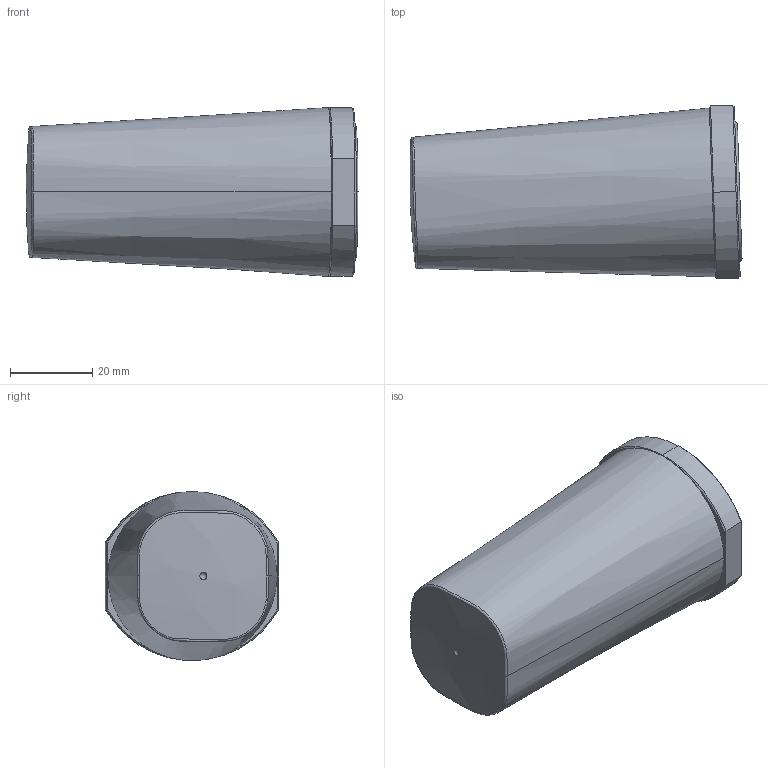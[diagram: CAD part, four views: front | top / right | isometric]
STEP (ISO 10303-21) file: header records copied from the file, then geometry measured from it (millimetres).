
FILE_DESCRIPTION (( 'STEP AP203' ), '1' );
FILE_NAME ('TLS.01.1F11.STEP', '2018-10-31T07:07:15', ( '' ), ( '' ), 'SwSTEP 2.0', 'SolidWorks 2017', '' );
FILE_SCHEMA (( 'CONFIG_CONTROL_DESIGN' ));
Length unit declared in the file: millimetre
Products named in the file (4): O-Ring-2; O-Ring-4; Housing-1; TLS.01.1F11
Assembly tree (3 placements, depth 2):
  TLS.01.1F11
    Housing-1
    O-Ring-2
    O-Ring-4
Bounding box: 80.69 x 42.16 x 41.06 mm (x, y, z)
Volume: 87558.5 mm3; surface area: 14644.6 mm2
Topology: 3 solids, 3 shells, 131 faces, 395 edges, 281 vertices
Faces by surface type: cylinder 61, bspline 26, plane 26, cone 18
Entity records: 13701 total; most frequent: CARTESIAN_POINT 10122, ORIENTED_EDGE 790, DIRECTION 506, EDGE_CURVE 395, VERTEX_POINT 281, AXIS2_PLACEMENT_3D 211, B_SPLINE_CURVE_WITH_KNOTS 192, EDGE_LOOP 146
